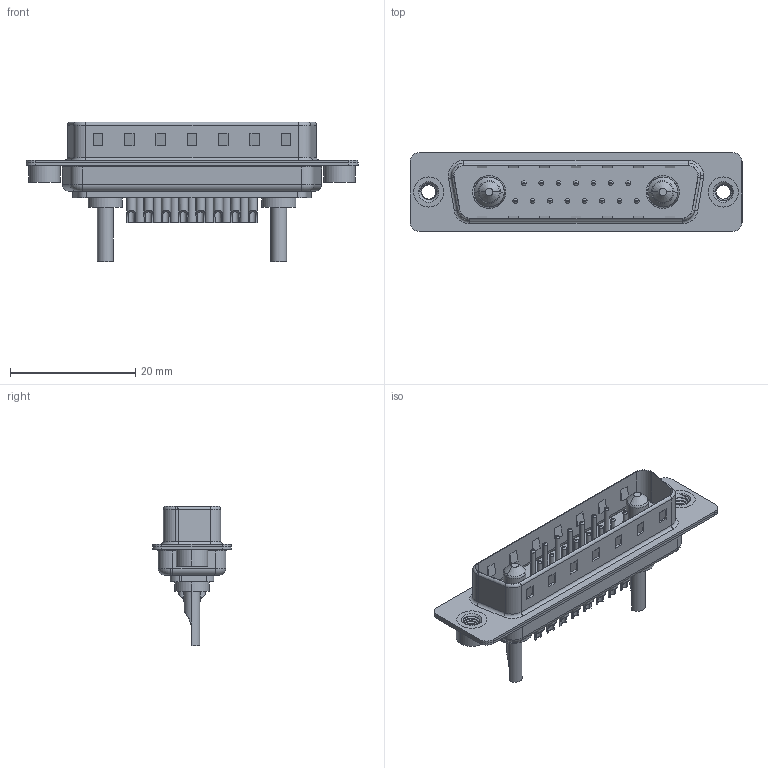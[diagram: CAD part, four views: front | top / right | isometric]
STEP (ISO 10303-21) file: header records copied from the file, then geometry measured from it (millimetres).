
FILE_DESCRIPTION (( 'STEP AP203' ), '1' );
FILE_NAME ('627-17W2222-1NA.STEP', '2019-05-27T14:07:19', ( '' ), ( '' ), 'SwSTEP 2.0', 'SolidWorks 2016', '' );
FILE_SCHEMA (( 'CONFIG_CONTROL_DESIGN' ));
Length unit declared in the file: millimetre
Products named in the file (9): 627Combo Threaded Rivet_2; 627Combo Contact Row 1_22; 627Combo Contact Row 2_22; 627-17W2222-1NA; 627Combo Housing_17W2; 627Combo Shell Rear_25 Contacts; 627Combo Shell Front_25 Contacts; 627Combo Threaded Rivet_A; Power Pin_10A SC
Assembly tree (22 placements, depth 2):
  627-17W2222-1NA
    627Combo Housing_17W2
    627Combo Shell Rear_25 Contacts
    627Combo Shell Front_25 Contacts
    627Combo Threaded Rivet_A
    Power Pin_10A SC  x2
    627Combo Threaded Rivet_2
    627Combo Contact Row 1_22  x7
    627Combo Contact Row 2_22  x8
Bounding box: 53 x 12.6 x 22.3 mm (x, y, z)
Volume: 2874.8 mm3; surface area: 7002 mm2
Topology: 24 solids, 24 shells, 1020 faces, 2412 edges, 1483 vertices
Faces by surface type: cylinder 422, plane 330, torus 204, cone 54, bspline 10
Entity records: 22444 total; most frequent: CARTESIAN_POINT 6534, DIRECTION 3215, ORIENTED_EDGE 2918, EDGE_CURVE 1459, AXIS2_PLACEMENT_3D 1241, VERTEX_POINT 925, LINE 733, VECTOR 733
